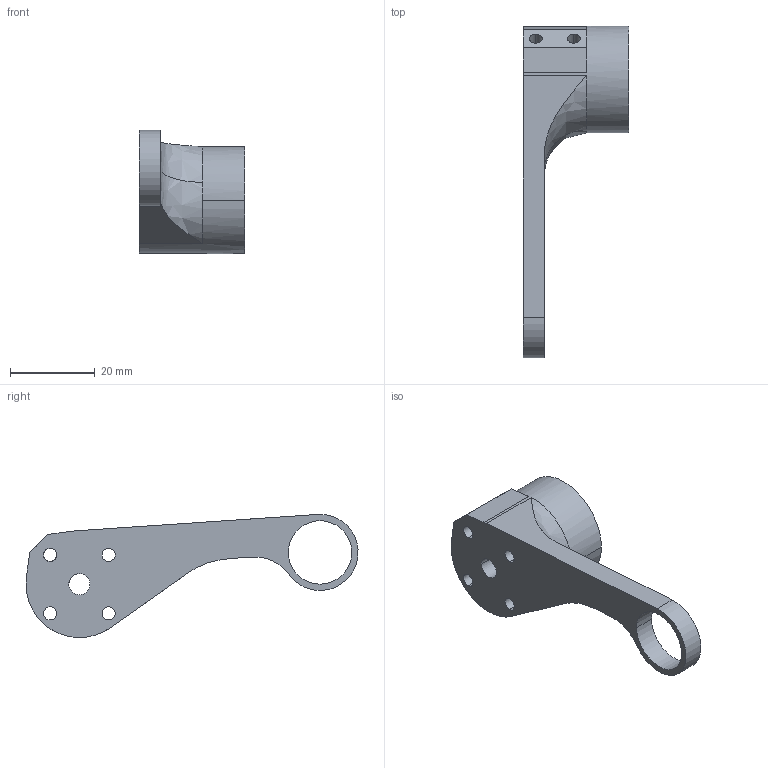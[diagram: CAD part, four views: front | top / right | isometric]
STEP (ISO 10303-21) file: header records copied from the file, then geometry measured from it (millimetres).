
FILE_DESCRIPTION (( 'STEP AP203' ), '1' );
FILE_NAME ('Main Leg Mount (3).STEP', '2024-07-11T18:31:13', ( '微软用户' ), ( '微软中国' ), 'SwSTEP 2.0', 'SolidWorks 2023', '' );
FILE_SCHEMA (( 'CONFIG_CONTROL_DESIGN' ));
Length unit declared in the file: millimetre
Products named in the file (1): Main Leg Mount (3)
Bounding box: 25 x 78.47 x 29.1 mm (x, y, z)
Volume: 14446.2 mm3; surface area: 6329.4 mm2
Topology: 1 solids, 1 shells, 40 faces, 123 edges, 82 vertices
Faces by surface type: cylinder 27, plane 11, bspline 2
Entity records: 1967 total; most frequent: CARTESIAN_POINT 757, ORIENTED_EDGE 246, DIRECTION 225, EDGE_CURVE 123, AXIS2_PLACEMENT_3D 87, VERTEX_POINT 82, EDGE_LOOP 57, VECTOR 51
